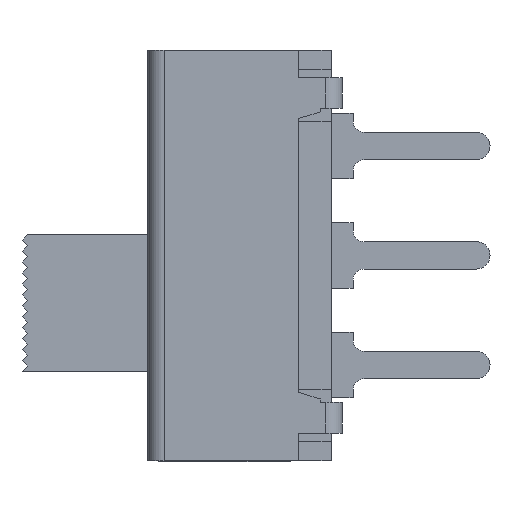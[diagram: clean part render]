
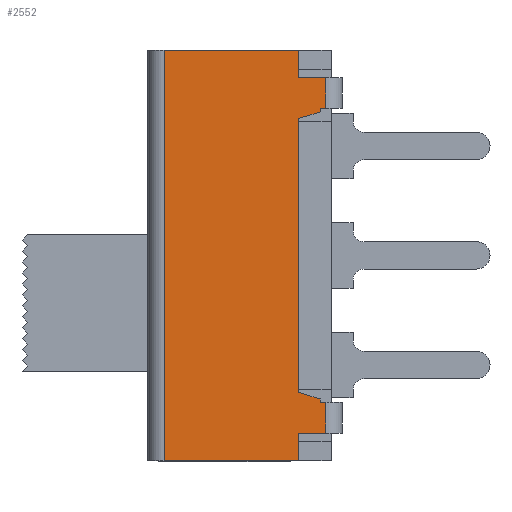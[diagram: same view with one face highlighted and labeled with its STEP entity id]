
A CAD part, left-side view. The second image highlights one B-rep face of the part: STEP entity #2552.
In plain terms, the highlighted planar face has unit normal (-1, 0, 0).
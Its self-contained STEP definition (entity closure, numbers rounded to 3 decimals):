
#113 = CARTESIAN_POINT ( 'NONE',  ( -3.85, -3.15, 7.5 ) ) ;
#157 = DIRECTION ( 'NONE',  ( 0., 0., -1. ) ) ;
#253 = DIRECTION ( 'NONE',  ( 0., 0., -1. ) ) ;
#284 = VECTOR ( 'NONE', #157, 1000. ) ;
#410 = ORIENTED_EDGE ( 'NONE', *, *, #3794, .F. ) ;
#457 = DIRECTION ( 'NONE',  ( 0., 0., -1. ) ) ;
#546 = ORIENTED_EDGE ( 'NONE', *, *, #8638, .F. ) ;
#548 = VERTEX_POINT ( 'NONE', #8289 ) ;
#739 = EDGE_CURVE ( 'NONE', #1998, #8358, #3336, .T. ) ;
#748 = VECTOR ( 'NONE', #1092, 1000. ) ;
#779 = LINE ( 'NONE', #11212, #3383 ) ;
#781 = VECTOR ( 'NONE', #7059, 1000. ) ;
#843 = DIRECTION ( 'NONE',  ( 0., 0., -1. ) ) ;
#857 = EDGE_CURVE ( 'NONE', #3153, #5945, #3887, .T. ) ;
#946 = DIRECTION ( 'NONE',  ( 1., 0., 0. ) ) ;
#1034 = VERTEX_POINT ( 'NONE', #6893 ) ;
#1092 = DIRECTION ( 'NONE',  ( 0., -1., 0. ) ) ;
#1151 = ORIENTED_EDGE ( 'NONE', *, *, #7458, .F. ) ;
#1435 = CARTESIAN_POINT ( 'NONE',  ( -3.85, 2.75, -7.5 ) ) ;
#1659 = CARTESIAN_POINT ( 'NONE',  ( -3.85, -3.15, 7.5 ) ) ;
#1711 = VECTOR ( 'NONE', #12181, 1000. ) ;
#1748 = ORIENTED_EDGE ( 'NONE', *, *, #5719, .F. ) ;
#1998 = VERTEX_POINT ( 'NONE', #7699 ) ;
#2043 = CARTESIAN_POINT ( 'NONE',  ( -3.85, -2.95, 5.246 ) ) ;
#2221 = EDGE_CURVE ( 'NONE', #4050, #1034, #4312, .T. ) ;
#2332 = VECTOR ( 'NONE', #843, 1000. ) ;
#2344 = CARTESIAN_POINT ( 'NONE',  ( -3.85, -2.95, 7.5 ) ) ;
#2400 = CARTESIAN_POINT ( 'NONE',  ( -3.85, -3.35, -7.5 ) ) ;
#2401 = ORIENTED_EDGE ( 'NONE', *, *, #2221, .F. ) ;
#2552 = ADVANCED_FACE ( 'NONE', ( #7254 ), #7748, .F. ) ;
#2756 = CARTESIAN_POINT ( 'NONE',  ( -3.85, 2.75, 7.5 ) ) ;
#2778 = LINE ( 'NONE', #2400, #7677 ) ;
#2854 = EDGE_LOOP ( 'NONE', ( #3204, #410, #1151, #11793, #9600, #9557, #10345, #6561, #5746, #8952, #9507, #9099, #1748, #5178, #2401, #546 ) ) ;
#3012 = VECTOR ( 'NONE', #6940, 1000. ) ;
#3153 = VERTEX_POINT ( 'NONE', #10506 ) ;
#3169 = CARTESIAN_POINT ( 'NONE',  ( -3.85, -2.95, 5.246 ) ) ;
#3199 = EDGE_CURVE ( 'NONE', #4913, #5260, #5208, .T. ) ;
#3204 = ORIENTED_EDGE ( 'NONE', *, *, #12099, .F. ) ;
#3310 = CARTESIAN_POINT ( 'NONE',  ( -3.85, -2.95, -5.246 ) ) ;
#3336 = LINE ( 'NONE', #9866, #3012 ) ;
#3383 = VECTOR ( 'NONE', #457, 1000. ) ;
#3395 = DIRECTION ( 'NONE',  ( 0., 1., 0. ) ) ;
#3427 = CARTESIAN_POINT ( 'NONE',  ( -3.85, -2.15, 5. ) ) ;
#3500 = CARTESIAN_POINT ( 'NONE',  ( -3.85, 2.75, 7.5 ) ) ;
#3733 = DIRECTION ( 'NONE',  ( 0., 0., -1. ) ) ;
#3740 = DIRECTION ( 'NONE',  ( 0., 0., 1. ) ) ;
#3790 = CARTESIAN_POINT ( 'NONE',  ( -3.85, -2.15, -7.5 ) ) ;
#3794 = EDGE_CURVE ( 'NONE', #5678, #4820, #9499, .T. ) ;
#3835 = EDGE_CURVE ( 'NONE', #1034, #9428, #779, .T. ) ;
#3887 = LINE ( 'NONE', #12597, #6495 ) ;
#3956 = VECTOR ( 'NONE', #11892, 1000. ) ;
#4050 = VERTEX_POINT ( 'NONE', #4564 ) ;
#4312 = LINE ( 'NONE', #8236, #1711 ) ;
#4564 = CARTESIAN_POINT ( 'NONE',  ( -3.85, -3.15, -6.5 ) ) ;
#4752 = CARTESIAN_POINT ( 'NONE',  ( -3.85, -2.15, 7.5 ) ) ;
#4820 = VERTEX_POINT ( 'NONE', #6198 ) ;
#4913 = VERTEX_POINT ( 'NONE', #1435 ) ;
#5069 = CARTESIAN_POINT ( 'NONE',  ( -3.85, -3.35, 7.5 ) ) ;
#5111 = CARTESIAN_POINT ( 'NONE',  ( -3.85, -3.35, -5.369 ) ) ;
#5178 = ORIENTED_EDGE ( 'NONE', *, *, #3835, .F. ) ;
#5208 = LINE ( 'NONE', #2756, #10122 ) ;
#5260 = VERTEX_POINT ( 'NONE', #3500 ) ;
#5335 = CARTESIAN_POINT ( 'NONE',  ( -3.85, -2.15, -5. ) ) ;
#5678 = VERTEX_POINT ( 'NONE', #3310 ) ;
#5719 = EDGE_CURVE ( 'NONE', #9428, #4913, #2778, .T. ) ;
#5746 = ORIENTED_EDGE ( 'NONE', *, *, #8812, .F. ) ;
#5761 = DIRECTION ( 'NONE',  ( 0., -1., 0. ) ) ;
#5762 = LINE ( 'NONE', #9675, #8056 ) ;
#5932 = LINE ( 'NONE', #1659, #11144 ) ;
#5945 = VERTEX_POINT ( 'NONE', #7573 ) ;
#6135 = EDGE_CURVE ( 'NONE', #9610, #7502, #10889, .T. ) ;
#6198 = CARTESIAN_POINT ( 'NONE',  ( -3.85, -2.95, -5.369 ) ) ;
#6495 = VECTOR ( 'NONE', #3733, 1000. ) ;
#6527 = LINE ( 'NONE', #10972, #11447 ) ;
#6561 = ORIENTED_EDGE ( 'NONE', *, *, #12037, .F. ) ;
#6647 = VERTEX_POINT ( 'NONE', #9911 ) ;
#6797 = CARTESIAN_POINT ( 'NONE',  ( -3.85, -3.35, 7.5 ) ) ;
#6893 = CARTESIAN_POINT ( 'NONE',  ( -3.85, -2.15, -6.5 ) ) ;
#6940 = DIRECTION ( 'NONE',  ( 0., 1., 0. ) ) ;
#7042 = VECTOR ( 'NONE', #9279, 1000. ) ;
#7059 = DIRECTION ( 'NONE',  ( 0., 0.956, -0.294 ) ) ;
#7254 = FACE_OUTER_BOUND ( 'NONE', #2854, .T. ) ;
#7458 = EDGE_CURVE ( 'NONE', #548, #5678, #9653, .T. ) ;
#7502 = VERTEX_POINT ( 'NONE', #3427 ) ;
#7534 = LINE ( 'NONE', #4752, #2332 ) ;
#7573 = CARTESIAN_POINT ( 'NONE',  ( -3.85, -2.15, 6.5 ) ) ;
#7677 = VECTOR ( 'NONE', #3395, 1000. ) ;
#7699 = CARTESIAN_POINT ( 'NONE',  ( -3.85, -3.15, 5.369 ) ) ;
#7748 = PLANE ( 'NONE',  #9522 ) ;
#7794 = DIRECTION ( 'NONE',  ( 0., 0., -1. ) ) ;
#8008 = CARTESIAN_POINT ( 'NONE',  ( -3.85, -3.15, -5.369 ) ) ;
#8056 = VECTOR ( 'NONE', #5761, 1000. ) ;
#8120 = CARTESIAN_POINT ( 'NONE',  ( -3.85, -2.95, 5.369 ) ) ;
#8200 = DIRECTION ( 'NONE',  ( 0., 0., -1. ) ) ;
#8236 = CARTESIAN_POINT ( 'NONE',  ( -3.85, -3.35, -6.5 ) ) ;
#8289 = CARTESIAN_POINT ( 'NONE',  ( -3.85, -2.15, -5. ) ) ;
#8358 = VERTEX_POINT ( 'NONE', #8120 ) ;
#8457 = DIRECTION ( 'NONE',  ( 0., 0., -1. ) ) ;
#8537 = LINE ( 'NONE', #5069, #748 ) ;
#8638 = EDGE_CURVE ( 'NONE', #10844, #4050, #5932, .T. ) ;
#8812 = EDGE_CURVE ( 'NONE', #5945, #6647, #5762, .T. ) ;
#8952 = ORIENTED_EDGE ( 'NONE', *, *, #857, .F. ) ;
#9036 = EDGE_CURVE ( 'NONE', #5260, #3153, #8537, .T. ) ;
#9099 = ORIENTED_EDGE ( 'NONE', *, *, #3199, .F. ) ;
#9234 = EDGE_CURVE ( 'NONE', #8358, #9610, #6527, .T. ) ;
#9279 = DIRECTION ( 'NONE',  ( 0., -0.956, -0.294 ) ) ;
#9428 = VERTEX_POINT ( 'NONE', #3790 ) ;
#9499 = LINE ( 'NONE', #2344, #12112 ) ;
#9507 = ORIENTED_EDGE ( 'NONE', *, *, #9036, .F. ) ;
#9522 = AXIS2_PLACEMENT_3D ( 'NONE', #6797, #946, #7794 ) ;
#9557 = ORIENTED_EDGE ( 'NONE', *, *, #9234, .F. ) ;
#9600 = ORIENTED_EDGE ( 'NONE', *, *, #6135, .F. ) ;
#9610 = VERTEX_POINT ( 'NONE', #2043 ) ;
#9653 = LINE ( 'NONE', #5335, #7042 ) ;
#9675 = CARTESIAN_POINT ( 'NONE',  ( -3.85, -3.35, 6.5 ) ) ;
#9866 = CARTESIAN_POINT ( 'NONE',  ( -3.85, -3.35, 5.369 ) ) ;
#9911 = CARTESIAN_POINT ( 'NONE',  ( -3.85, -3.15, 6.5 ) ) ;
#10122 = VECTOR ( 'NONE', #3740, 1000. ) ;
#10345 = ORIENTED_EDGE ( 'NONE', *, *, #739, .F. ) ;
#10396 = LINE ( 'NONE', #113, #284 ) ;
#10506 = CARTESIAN_POINT ( 'NONE',  ( -3.85, -2.15, 7.5 ) ) ;
#10844 = VERTEX_POINT ( 'NONE', #8008 ) ;
#10889 = LINE ( 'NONE', #3169, #781 ) ;
#10972 = CARTESIAN_POINT ( 'NONE',  ( -3.85, -2.95, 7.5 ) ) ;
#11144 = VECTOR ( 'NONE', #8457, 1000. ) ;
#11212 = CARTESIAN_POINT ( 'NONE',  ( -3.85, -2.15, 7.5 ) ) ;
#11447 = VECTOR ( 'NONE', #253, 1000. ) ;
#11772 = LINE ( 'NONE', #5111, #3956 ) ;
#11793 = ORIENTED_EDGE ( 'NONE', *, *, #11878, .F. ) ;
#11878 = EDGE_CURVE ( 'NONE', #7502, #548, #7534, .T. ) ;
#11892 = DIRECTION ( 'NONE',  ( 0., -1., 0. ) ) ;
#12037 = EDGE_CURVE ( 'NONE', #6647, #1998, #10396, .T. ) ;
#12099 = EDGE_CURVE ( 'NONE', #4820, #10844, #11772, .T. ) ;
#12112 = VECTOR ( 'NONE', #8200, 1000. ) ;
#12181 = DIRECTION ( 'NONE',  ( 0., 1., 0. ) ) ;
#12597 = CARTESIAN_POINT ( 'NONE',  ( -3.85, -2.15, 7.5 ) ) ;
